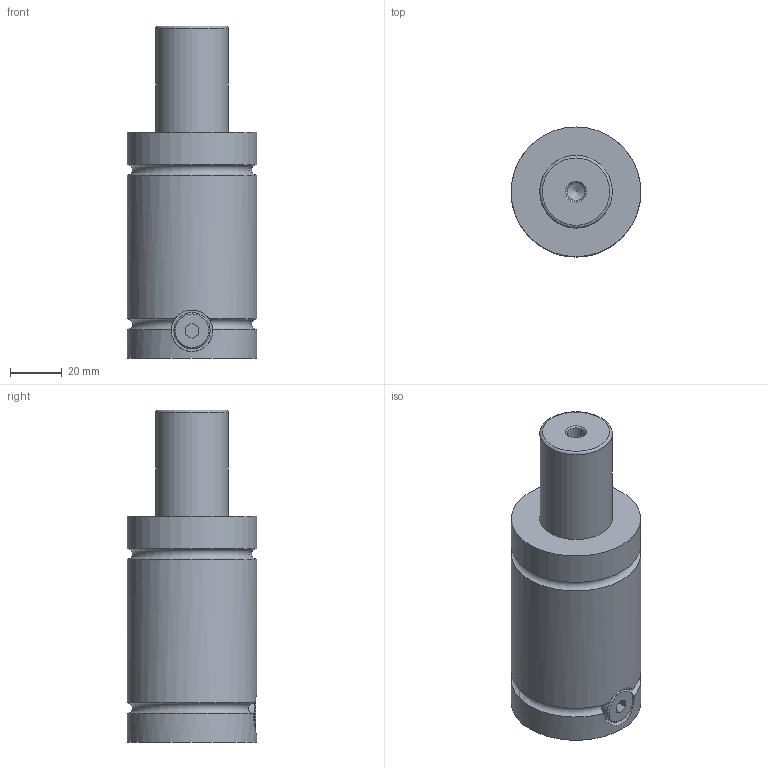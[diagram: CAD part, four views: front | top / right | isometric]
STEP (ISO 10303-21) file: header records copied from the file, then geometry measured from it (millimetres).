
FILE_DESCRIPTION(/* description */ ('STEP AP203'),/* implementation_level */ '2;1');
FILE_NAME(/* name */ 'ET 01000_038.stp',/* time_stamp */ '2019-03-25T09:27:02+03:00',/* author */ ('Doğan'),/* organization */ (''),/* preprocessor_version */ 'ST-DEVELOPER v17.2',/* originating_system */ 'Autodesk Inventor 2019',/* authorisation */ '');
FILE_SCHEMA (('AUTOMOTIVE_DESIGN { 1 0 10303 214 3 1 1 }'));
Length unit declared in the file: millimetre
Products named in the file (1): ET 01000_038
Bounding box: 50 x 50 x 128 mm (x, y, z)
Volume: 190899.5 mm3; surface area: 23623.4 mm2
Topology: 1 solids, 1 shells, 40 faces, 110 edges, 77 vertices
Faces by surface type: plane 20, cylinder 10, cone 7, torus 3
Full cylindrical faces by diameter (mm): 6.8 x1, 8.5 x2, 14 x2, 16 x1, 28 x1, 50 x3
Entity records: 1403 total; most frequent: CARTESIAN_POINT 301, DIRECTION 233, ORIENTED_EDGE 214, EDGE_CURVE 107, AXIS2_PLACEMENT_3D 90, VERTEX_POINT 77, LINE 53, VECTOR 53
